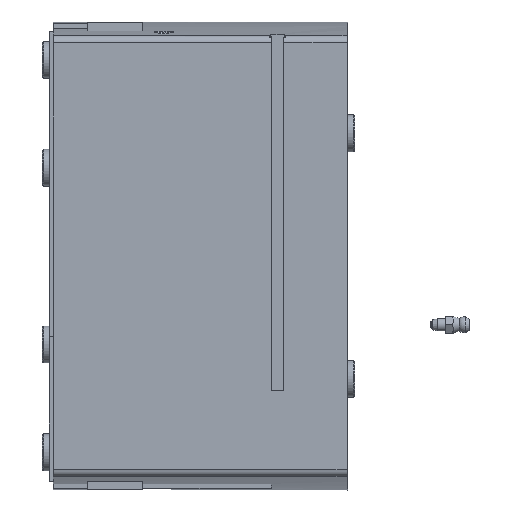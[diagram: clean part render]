
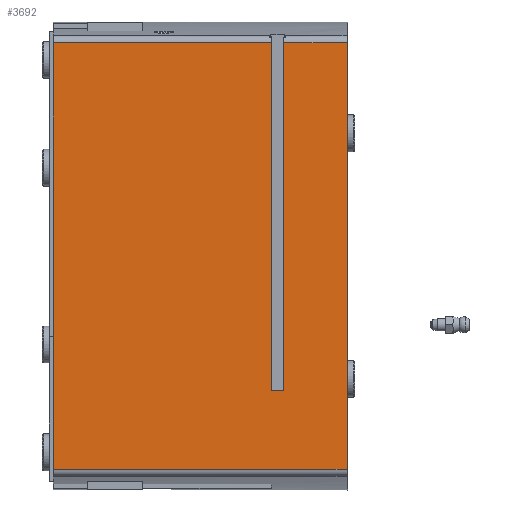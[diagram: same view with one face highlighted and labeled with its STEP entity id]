
A CAD part, left-side view. The second image highlights one B-rep face of the part: STEP entity #3692.
In plain terms, the highlighted planar face has unit normal (-1, 0, 0).
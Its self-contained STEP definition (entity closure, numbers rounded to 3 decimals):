
#742=ORIENTED_EDGE('',*,*,#1661,.F.);
#743=ORIENTED_EDGE('',*,*,#1672,.T.);
#744=ORIENTED_EDGE('',*,*,#1673,.F.);
#745=ORIENTED_EDGE('',*,*,#1674,.T.);
#746=ORIENTED_EDGE('',*,*,#1675,.F.);
#747=ORIENTED_EDGE('',*,*,#1670,.F.);
#748=ORIENTED_EDGE('',*,*,#1676,.T.);
#749=ORIENTED_EDGE('',*,*,#1677,.T.);
#1661=EDGE_CURVE('',#2124,#2125,#2438,.T.);
#1670=EDGE_CURVE('',#2128,#2129,#2442,.T.);
#1672=EDGE_CURVE('',#2124,#2130,#2443,.T.);
#1673=EDGE_CURVE('',#2131,#2130,#2444,.T.);
#1674=EDGE_CURVE('',#2131,#2132,#2445,.T.);
#1675=EDGE_CURVE('',#2129,#2132,#2446,.T.);
#1676=EDGE_CURVE('',#2128,#2133,#2447,.T.);
#1677=EDGE_CURVE('',#2133,#2125,#2448,.T.);
#2124=VERTEX_POINT('',#6101);
#2125=VERTEX_POINT('',#6103);
#2128=VERTEX_POINT('',#6119);
#2129=VERTEX_POINT('',#6121);
#2130=VERTEX_POINT('',#6125);
#2131=VERTEX_POINT('',#6127);
#2132=VERTEX_POINT('',#6129);
#2133=VERTEX_POINT('',#6132);
#2438=LINE('',#6102,#2661);
#2442=LINE('',#6120,#2665);
#2443=LINE('',#6124,#2666);
#2444=LINE('',#6126,#2667);
#2445=LINE('',#6128,#2668);
#2446=LINE('',#6130,#2669);
#2447=LINE('',#6131,#2670);
#2448=LINE('',#6133,#2671);
#2661=VECTOR('',#4705,1000.);
#2665=VECTOR('',#4721,1000.);
#2666=VECTOR('',#4726,1000.);
#2667=VECTOR('',#4727,1000.);
#2668=VECTOR('',#4728,1000.);
#2669=VECTOR('',#4729,1000.);
#2670=VECTOR('',#4730,1000.);
#2671=VECTOR('',#4731,1000.);
#2838=EDGE_LOOP('',(#742,#743,#744,#745,#746,#747,#748,#749));
#3203=FACE_BOUND('',#2838,.T.);
#3552=PLANE('',#4075);
#3692=ADVANCED_FACE('',(#3203),#3552,.F.);
#4075=AXIS2_PLACEMENT_3D('',#6123,#4724,#4725);
#4705=DIRECTION('',(0.,-1.,0.));
#4721=DIRECTION('',(0.,0.,1.));
#4724=DIRECTION('',(1.,0.,0.));
#4725=DIRECTION('',(0.,0.,-1.));
#4726=DIRECTION('',(0.,0.,-1.));
#4727=DIRECTION('',(0.,-1.,0.));
#4728=DIRECTION('',(0.,0.,1.));
#4729=DIRECTION('',(0.,-1.,0.));
#4730=DIRECTION('',(0.,-1.,0.));
#4731=DIRECTION('',(0.,0.,1.));
#6101=CARTESIAN_POINT('',(-77.,25.7,86.86));
#6102=CARTESIAN_POINT('',(-77.,119.8,86.86));
#6103=CARTESIAN_POINT('',(-77.,0.,86.86));
#6119=CARTESIAN_POINT('',(-77.,119.8,-86.86));
#6120=CARTESIAN_POINT('',(-77.,119.8,-96.4));
#6121=CARTESIAN_POINT('',(-77.,119.8,86.86));
#6123=CARTESIAN_POINT('',(-77.,119.8,-96.4));
#6124=CARTESIAN_POINT('',(-77.,25.7,-96.4));
#6125=CARTESIAN_POINT('',(-77.,25.7,-54.6));
#6126=CARTESIAN_POINT('',(-77.,119.8,-54.6));
#6127=CARTESIAN_POINT('',(-77.,30.9,-54.6));
#6128=CARTESIAN_POINT('',(-77.,30.9,-96.4));
#6129=CARTESIAN_POINT('',(-77.,30.9,86.86));
#6130=CARTESIAN_POINT('',(-77.,119.8,86.86));
#6131=CARTESIAN_POINT('',(-77.,119.8,-86.86));
#6132=CARTESIAN_POINT('',(-77.,0.,-86.86));
#6133=CARTESIAN_POINT('',(-77.,0.,-96.4));
